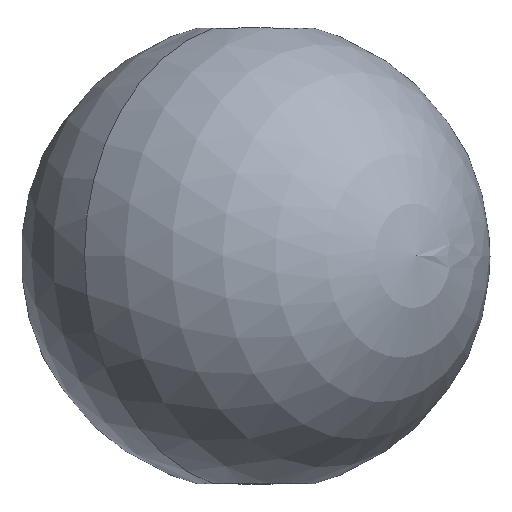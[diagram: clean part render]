
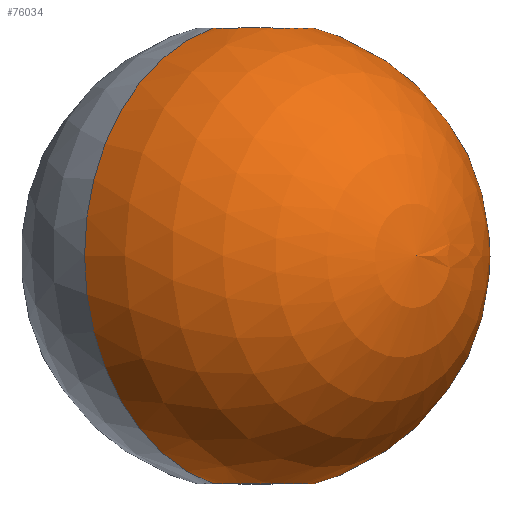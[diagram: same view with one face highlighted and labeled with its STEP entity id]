
A CAD part, top view. The second image highlights one B-rep face of the part: STEP entity #76034.
In plain terms, the highlighted spherical face has radius 1247.5 mm.
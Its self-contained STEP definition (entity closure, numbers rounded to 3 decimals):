
#912 = DIRECTION ( 'NONE',  ( 0., 1., 0. ) ) ;
#4123 = VERTEX_POINT ( 'NONE', #105035 ) ;
#5969 = ORIENTED_EDGE ( 'NONE', *, *, #14708, .F. ) ;
#11695 = AXIS2_PLACEMENT_3D ( 'NONE', #28514, #110692, #73861 ) ;
#13320 = VERTEX_POINT ( 'NONE', #57656 ) ;
#13970 = CARTESIAN_POINT ( 'NONE',  ( -307.5, -1209.008, 0. ) ) ;
#14708 = EDGE_CURVE ( 'NONE', #4123, #42033, #120049, .T. ) ;
#17944 = DIRECTION ( 'NONE',  ( 0., 0., 1. ) ) ;
#21217 = CARTESIAN_POINT ( 'NONE',  ( 0., 0., 0. ) ) ;
#24195 = CARTESIAN_POINT ( 'NONE',  ( 0., 1209.008, 0. ) ) ;
#24527 = CIRCLE ( 'NONE', #142279, 307.5 ) ;
#27237 = CARTESIAN_POINT ( 'NONE',  ( 0., 0., 0. ) ) ;
#28514 = CARTESIAN_POINT ( 'NONE',  ( 0., -1209.008, 0. ) ) ;
#33906 = ORIENTED_EDGE ( 'NONE', *, *, #95038, .F. ) ;
#34246 = FACE_OUTER_BOUND ( 'NONE', #106332, .T. ) ;
#37991 = DIRECTION ( 'NONE',  ( 1., 0., 0. ) ) ;
#42033 = VERTEX_POINT ( 'NONE', #13970 ) ;
#44284 = DIRECTION ( 'NONE',  ( 0., 0., -1. ) ) ;
#47702 = AXIS2_PLACEMENT_3D ( 'NONE', #73846, #912, #49265 ) ;
#49257 = AXIS2_PLACEMENT_3D ( 'NONE', #147733, #123178, #17944 ) ;
#49265 = DIRECTION ( 'NONE',  ( 0., 0., -1. ) ) ;
#57656 = CARTESIAN_POINT ( 'NONE',  ( 307.5, 1209.008, 0. ) ) ;
#60724 = CIRCLE ( 'NONE', #11695, 307.5 ) ;
#73846 = CARTESIAN_POINT ( 'NONE',  ( 0., 1209.008, 0. ) ) ;
#73861 = DIRECTION ( 'NONE',  ( 0., 0., 1. ) ) ;
#76034 = ADVANCED_FACE ( 'NONE', ( #34246 ), #102653, .T. ) ;
#78107 = DIRECTION ( 'NONE',  ( -1., 0., 0. ) ) ;
#82243 = AXIS2_PLACEMENT_3D ( 'NONE', #21217, #44284, #78107 ) ;
#92504 = VERTEX_POINT ( 'NONE', #96785 ) ;
#93489 = DIRECTION ( 'NONE',  ( 0., 0., -1. ) ) ;
#94553 = EDGE_CURVE ( 'NONE', #13320, #92504, #137389, .T. ) ;
#95038 = EDGE_CURVE ( 'NONE', #146732, #92504, #122839, .T. ) ;
#96708 = CARTESIAN_POINT ( 'NONE',  ( 0., 1209.008, -307.5 ) ) ;
#96785 = CARTESIAN_POINT ( 'NONE',  ( 307.5, -1209.008, 0. ) ) ;
#98110 = AXIS2_PLACEMENT_3D ( 'NONE', #27237, #141687, #37991 ) ;
#102653 = SPHERICAL_SURFACE ( 'NONE', #82243, 1247.5 ) ;
#105035 = CARTESIAN_POINT ( 'NONE',  ( -307.5, 1209.008, 0. ) ) ;
#105877 = EDGE_CURVE ( 'NONE', #106663, #4123, #113949, .T. ) ;
#106332 = EDGE_LOOP ( 'NONE', ( #135008, #115975, #33906, #110304, #5969, #107227 ) ) ;
#106663 = VERTEX_POINT ( 'NONE', #96708 ) ;
#107227 = ORIENTED_EDGE ( 'NONE', *, *, #105877, .F. ) ;
#109438 = DIRECTION ( 'NONE',  ( 0., 0., -1. ) ) ;
#110304 = ORIENTED_EDGE ( 'NONE', *, *, #114741, .F. ) ;
#110692 = DIRECTION ( 'NONE',  ( 0., -1., 0. ) ) ;
#113949 = CIRCLE ( 'NONE', #47702, 307.5 ) ;
#114741 = EDGE_CURVE ( 'NONE', #42033, #146732, #60724, .T. ) ;
#115975 = ORIENTED_EDGE ( 'NONE', *, *, #94553, .T. ) ;
#119458 = DIRECTION ( 'NONE',  ( 0., 1., 0. ) ) ;
#120049 = CIRCLE ( 'NONE', #98110, 1247.5 ) ;
#122839 = CIRCLE ( 'NONE', #49257, 307.5 ) ;
#123178 = DIRECTION ( 'NONE',  ( 0., -1., 0. ) ) ;
#124907 = EDGE_CURVE ( 'NONE', #13320, #106663, #24527, .T. ) ;
#128035 = CARTESIAN_POINT ( 'NONE',  ( 0., 0., 0. ) ) ;
#135008 = ORIENTED_EDGE ( 'NONE', *, *, #124907, .F. ) ;
#137389 = CIRCLE ( 'NONE', #139786, 1247.5 ) ;
#139455 = CARTESIAN_POINT ( 'NONE',  ( 0., -1209.008, -307.5 ) ) ;
#139786 = AXIS2_PLACEMENT_3D ( 'NONE', #128035, #93489, #141831 ) ;
#141687 = DIRECTION ( 'NONE',  ( 0., 0., 1. ) ) ;
#141831 = DIRECTION ( 'NONE',  ( -1., 0., 0. ) ) ;
#142279 = AXIS2_PLACEMENT_3D ( 'NONE', #24195, #119458, #109438 ) ;
#146732 = VERTEX_POINT ( 'NONE', #139455 ) ;
#147733 = CARTESIAN_POINT ( 'NONE',  ( 0., -1209.008, 0. ) ) ;
